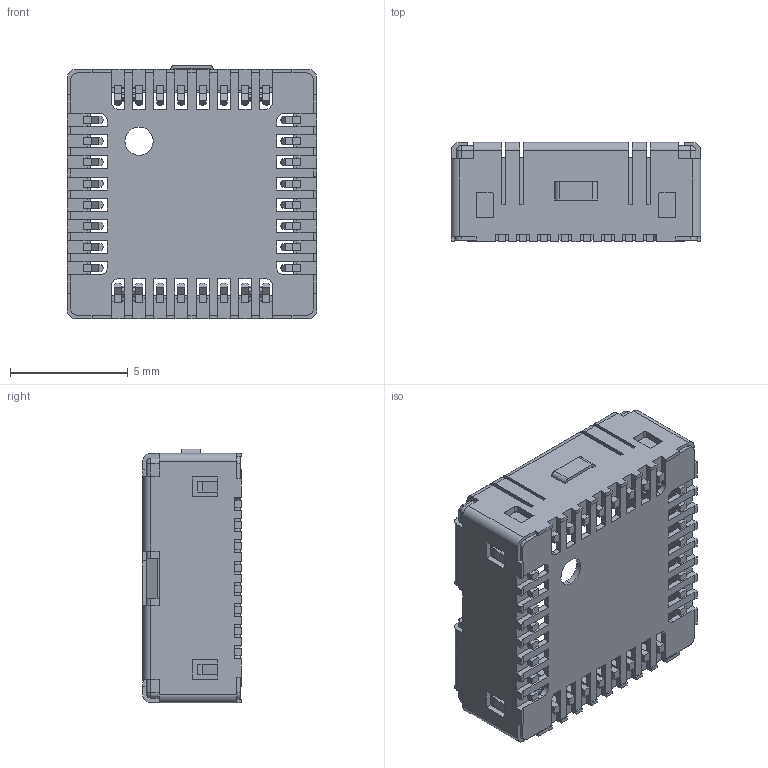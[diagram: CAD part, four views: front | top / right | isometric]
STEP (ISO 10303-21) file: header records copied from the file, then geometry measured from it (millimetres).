
FILE_DESCRIPTION (( 'STEP AP214' ), '1' );
FILE_NAME ('Molex_Lepton_105028-1001.STEP', '2018-01-26T14:24:28', ( '' ), ( '' ), 'SwSTEP 2.0', 'SolidWorks 2018', '' );
FILE_SCHEMA (( 'AUTOMOTIVE_DESIGN' ));
Length unit declared in the file: millimetre
Products named in the file (1): Molex_Lepton_105028-1001
Bounding box: 10.6 x 4.2 x 10.78 mm (x, y, z)
Volume: 146.3 mm3; surface area: 641.3 mm2
Topology: 1 solids, 1 shells, 1135 faces, 3487 edges, 2296 vertices
Faces by surface type: plane 850, cylinder 281, bspline 4
Entity records: 47229 total; most frequent: CARTESIAN_POINT 7703, ORIENTED_EDGE 6974, DIRECTION 5827, EDGE_CURVE 3487, LINE 2879, VECTOR 2879, VERTEX_POINT 2296, AXIS2_PLACEMENT_3D 1474
